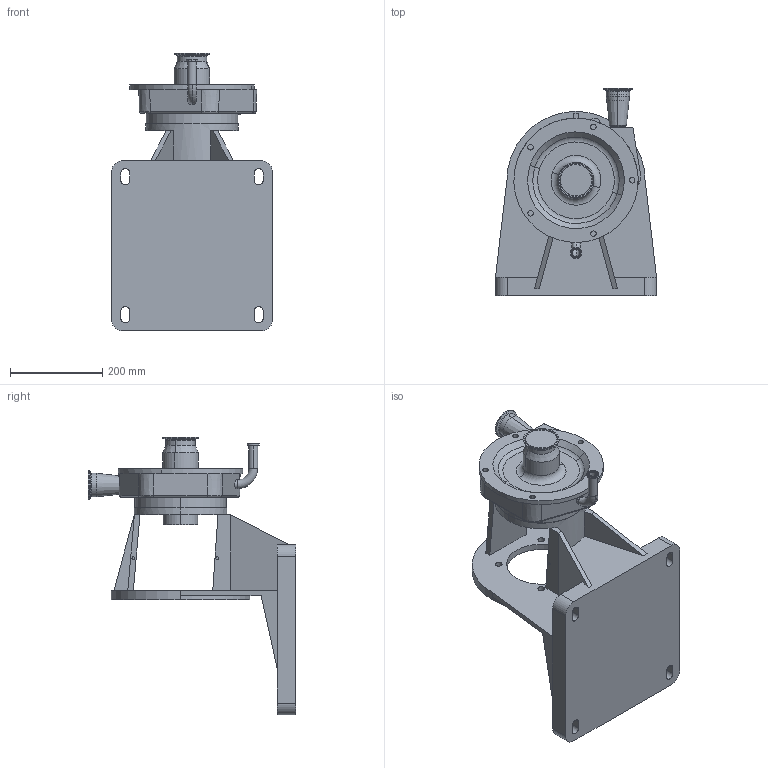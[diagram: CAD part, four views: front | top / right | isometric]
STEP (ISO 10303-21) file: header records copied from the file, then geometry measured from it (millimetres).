
FILE_DESCRIPTION (( 'STEP AP214' ), '1' );
FILE_NAME ('FP 1740 250TC VERTICAL 3-4 In ELBOW FRONT.STEP', '2010-02-24T16:08:05', ( ' ' ), ( '' ), 'SwSTEP 2.0', 'SolidWorks 2010', '' );
FILE_SCHEMA (( 'AUTOMOTIVE_DESIGN' ));
Length unit declared in the file: millimetre
Products named in the file (2): FP 1740 250TC VERTICAL 3-4 In ELBOW FRONT; FP 1740 250TC VERTICAL 3-4 In ELBOW FRONT^1275000112
Assembly tree (1 placements, depth 2):
  FP 1740 250TC VERTICAL 3-4 In ELBOW FRONT
    FP 1740 250TC VERTICAL 3-4 In ELBOW FRONT^1275000112
Bounding box: 350 x 450 x 603 mm (x, y, z)
Volume: 13205908.7 mm3; surface area: 1001226.6 mm2
Topology: 1 solids, 6 shells, 301 faces, 687 edges, 427 vertices
Faces by surface type: cylinder 116, plane 100, torus 43, cone 40, sphere 1, bspline 1
Entity records: 8926 total; most frequent: CARTESIAN_POINT 1781, DIRECTION 1636, ORIENTED_EDGE 1374, EDGE_CURVE 687, AXIS2_PLACEMENT_3D 671, VERTEX_POINT 427, CIRCLE 367, EDGE_LOOP 352
